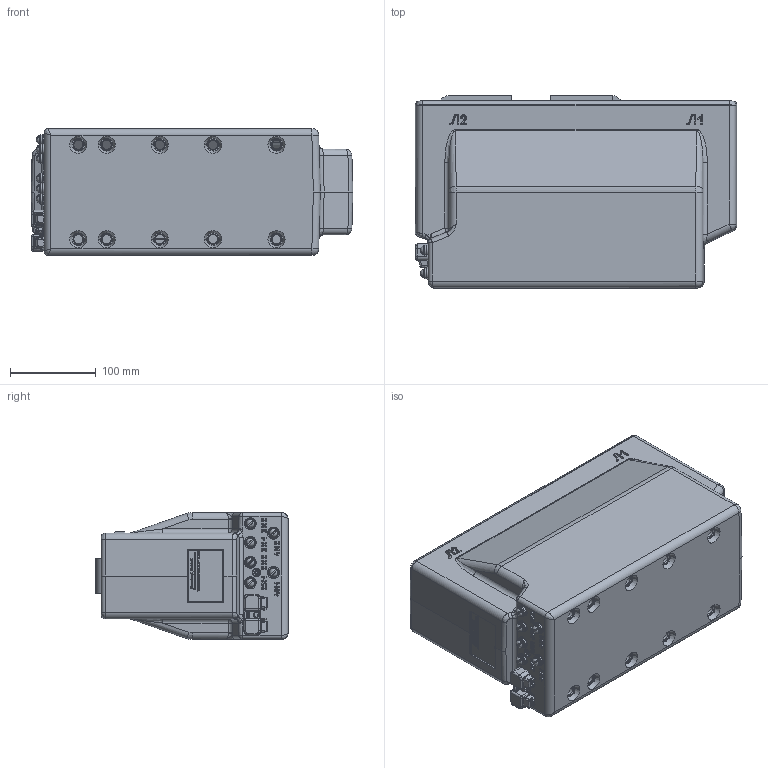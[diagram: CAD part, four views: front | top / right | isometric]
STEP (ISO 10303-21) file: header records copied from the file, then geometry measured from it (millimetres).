
FILE_DESCRIPTION (( 'STEP AP203' ), '1' );
FILE_NAME ('ﾒﾎﾋ-10-9.2-4(5-400)ﾀ.STEP', '2018-02-01T05:03:38', ( '' ), ( '' ), 'SwSTEP 2.0', 'SolidWorks 2010', '' );
FILE_SCHEMA (( 'CONFIG_CONTROL_DESIGN' ));
Length unit declared in the file: millimetre
Products named in the file (1): ﾒﾎﾋ-10-9.2-4(5-400)ﾀ
Bounding box: 375 x 224 x 148 mm (x, y, z)
Surface area: 321663.4 mm2 (no closed solid volume)
Topology: 0 solids, 85 shells, 874 faces, 3730 edges, 2893 vertices
Faces by surface type: plane 371, cylinder 178, cone 172, bspline 115, sphere 31, torus 7
Entity records: 48870 total; most frequent: CARTESIAN_POINT 20530, ORIENTED_EDGE 5383, DIRECTION 5213, EDGE_CURVE 3720, VERTEX_POINT 2893, LINE 2023, VECTOR 2023, AXIS2_PLACEMENT_3D 1595
